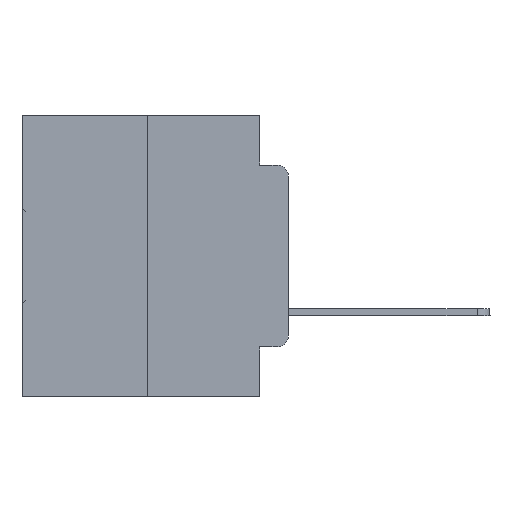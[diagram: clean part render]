
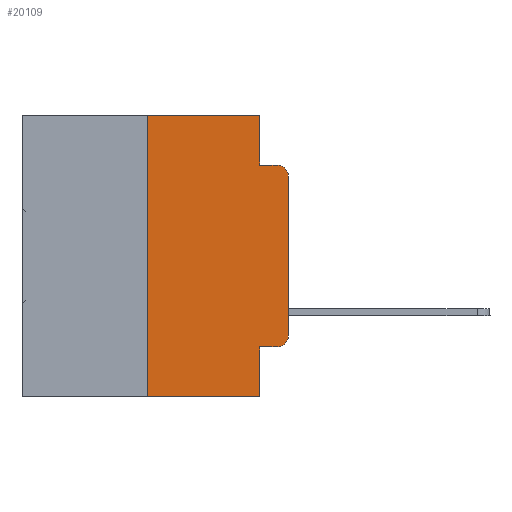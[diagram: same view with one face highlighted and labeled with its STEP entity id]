
A CAD part, left-side view. The second image highlights one B-rep face of the part: STEP entity #20109.
In plain terms, the highlighted planar face has unit normal (-1, 0, 0).
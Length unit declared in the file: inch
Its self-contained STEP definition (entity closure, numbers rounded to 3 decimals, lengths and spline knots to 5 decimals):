
#928 = EDGE_CURVE ( 'NONE', #5169, #1387, #10639, .T. ) ;
#1387 = VERTEX_POINT ( 'NONE', #21157 ) ;
#1393 = CARTESIAN_POINT ( 'NONE',  ( 0., 0.02, -0.4115 ) ) ;
#1624 = LINE ( 'NONE', #31860, #22850 ) ;
#1759 = CARTESIAN_POINT ( 'NONE',  ( 0., 0.051, -0.0885 ) ) ;
#1888 = VERTEX_POINT ( 'NONE', #30211 ) ;
#2279 = AXIS2_PLACEMENT_3D ( 'NONE', #26750, #29298, #14180 ) ;
#2488 = VECTOR ( 'NONE', #13932, 39.37008 ) ;
#2489 = ORIENTED_EDGE ( 'NONE', *, *, #24941, .F. ) ;
#3165 = VECTOR ( 'NONE', #18076, 39.37008 ) ;
#3210 = CARTESIAN_POINT ( 'NONE',  ( 0., 0.25, -0.5 ) ) ;
#3703 = CARTESIAN_POINT ( 'NONE',  ( 0., 0.473, -0.5 ) ) ;
#4058 = ORIENTED_EDGE ( 'NONE', *, *, #12062, .T. ) ;
#5169 = VERTEX_POINT ( 'NONE', #6562 ) ;
#5183 = ORIENTED_EDGE ( 'NONE', *, *, #17273, .T. ) ;
#5648 = ORIENTED_EDGE ( 'NONE', *, *, #7640, .F. ) ;
#5970 = ORIENTED_EDGE ( 'NONE', *, *, #11912, .F. ) ;
#6402 = CARTESIAN_POINT ( 'NONE',  ( 0., 0.02, -0.1085 ) ) ;
#6406 = CARTESIAN_POINT ( 'NONE',  ( 0., 0., 0. ) ) ;
#6562 = CARTESIAN_POINT ( 'NONE',  ( 0., 0.051, -0.4115 ) ) ;
#7081 = CARTESIAN_POINT ( 'NONE',  ( 0., 0.051, -0.4115 ) ) ;
#7570 = EDGE_CURVE ( 'NONE', #32038, #1387, #11098, .T. ) ;
#7640 = EDGE_CURVE ( 'NONE', #32038, #32410, #7946, .T. ) ;
#7726 = EDGE_CURVE ( 'NONE', #5169, #10904, #27333, .T. ) ;
#7745 = LINE ( 'NONE', #6406, #21704 ) ;
#7757 = ORIENTED_EDGE ( 'NONE', *, *, #7726, .T. ) ;
#7946 = LINE ( 'NONE', #18955, #9164 ) ;
#7959 = EDGE_LOOP ( 'NONE', ( #5183, #10752, #5970, #29447, #2489, #5648, #29880, #13170, #7757, #4058 ) ) ;
#8220 = CARTESIAN_POINT ( 'NONE',  ( 0., 0.25, 0. ) ) ;
#8987 = VERTEX_POINT ( 'NONE', #22024 ) ;
#9164 = VECTOR ( 'NONE', #14162, 39.37008 ) ;
#9369 = FACE_OUTER_BOUND ( 'NONE', #7959, .T. ) ;
#10639 = LINE ( 'NONE', #15567, #3165 ) ;
#10752 = ORIENTED_EDGE ( 'NONE', *, *, #20487, .T. ) ;
#10787 = EDGE_CURVE ( 'NONE', #28252, #14374, #32463, .T. ) ;
#10837 = CARTESIAN_POINT ( 'NONE',  ( 0., 0.051, 0. ) ) ;
#10863 = CIRCLE ( 'NONE', #11368, 0.02 ) ;
#10904 = VERTEX_POINT ( 'NONE', #1393 ) ;
#11098 = LINE ( 'NONE', #3703, #2488 ) ;
#11205 = DIRECTION ( 'NONE',  ( -1., 0., 0. ) ) ;
#11324 = VECTOR ( 'NONE', #32390, 39.37008 ) ;
#11368 = AXIS2_PLACEMENT_3D ( 'NONE', #6402, #11205, #24060 ) ;
#11445 = DIRECTION ( 'NONE',  ( 0., 0., 1. ) ) ;
#11912 = EDGE_CURVE ( 'NONE', #14374, #22860, #1624, .T. ) ;
#12062 = EDGE_CURVE ( 'NONE', #10904, #1888, #24478, .T. ) ;
#12976 = CARTESIAN_POINT ( 'NONE',  ( 0., 0.02, -0.0885 ) ) ;
#13170 = ORIENTED_EDGE ( 'NONE', *, *, #928, .F. ) ;
#13614 = DIRECTION ( 'NONE',  ( 0., 0., -1. ) ) ;
#13830 = CARTESIAN_POINT ( 'NONE',  ( 0., 0.051, 0. ) ) ;
#13932 = DIRECTION ( 'NONE',  ( 0., -1., 0. ) ) ;
#14162 = DIRECTION ( 'NONE',  ( 0., 0., 1. ) ) ;
#14180 = DIRECTION ( 'NONE',  ( 0., 0., -1. ) ) ;
#14374 = VERTEX_POINT ( 'NONE', #1759 ) ;
#15567 = CARTESIAN_POINT ( 'NONE',  ( 0., 0.051, 0. ) ) ;
#17273 = EDGE_CURVE ( 'NONE', #1888, #8987, #7745, .T. ) ;
#18076 = DIRECTION ( 'NONE',  ( 0., 0., -1. ) ) ;
#18955 = CARTESIAN_POINT ( 'NONE',  ( 0., 0.25, 0. ) ) ;
#19081 = PLANE ( 'NONE',  #2279 ) ;
#20109 = ADVANCED_FACE ( 'NONE', ( #9369 ), #19081, .F. ) ;
#20487 = EDGE_CURVE ( 'NONE', #8987, #22860, #10863, .T. ) ;
#20531 = VECTOR ( 'NONE', #25061, 39.37008 ) ;
#21157 = CARTESIAN_POINT ( 'NONE',  ( 0., 0.051, -0.5 ) ) ;
#21704 = VECTOR ( 'NONE', #11445, 39.37008 ) ;
#21736 = DIRECTION ( 'NONE',  ( 0., 0., -1. ) ) ;
#21813 = DIRECTION ( 'NONE',  ( 0., -1., 0. ) ) ;
#22024 = CARTESIAN_POINT ( 'NONE',  ( 0., 0., -0.1085 ) ) ;
#22850 = VECTOR ( 'NONE', #21813, 39.37008 ) ;
#22860 = VERTEX_POINT ( 'NONE', #12976 ) ;
#22891 = VECTOR ( 'NONE', #13614, 39.37008 ) ;
#24060 = DIRECTION ( 'NONE',  ( 0., 0., -1. ) ) ;
#24111 = DIRECTION ( 'NONE',  ( -1., 0., 0. ) ) ;
#24219 = CARTESIAN_POINT ( 'NONE',  ( 0., 0.02, -0.3915 ) ) ;
#24478 = CIRCLE ( 'NONE', #25346, 0.02 ) ;
#24881 = CARTESIAN_POINT ( 'NONE',  ( 0., 0.473, 0. ) ) ;
#24941 = EDGE_CURVE ( 'NONE', #32410, #28252, #25169, .T. ) ;
#25061 = DIRECTION ( 'NONE',  ( 0., -1., 0. ) ) ;
#25169 = LINE ( 'NONE', #24881, #11324 ) ;
#25346 = AXIS2_PLACEMENT_3D ( 'NONE', #24219, #24111, #21736 ) ;
#26750 = CARTESIAN_POINT ( 'NONE',  ( 0., 0.473, 0. ) ) ;
#27333 = LINE ( 'NONE', #7081, #20531 ) ;
#28252 = VERTEX_POINT ( 'NONE', #13830 ) ;
#29298 = DIRECTION ( 'NONE',  ( 1., 0., 0. ) ) ;
#29447 = ORIENTED_EDGE ( 'NONE', *, *, #10787, .F. ) ;
#29880 = ORIENTED_EDGE ( 'NONE', *, *, #7570, .T. ) ;
#30211 = CARTESIAN_POINT ( 'NONE',  ( 0., 0., -0.3915 ) ) ;
#31860 = CARTESIAN_POINT ( 'NONE',  ( 0., 0.051, -0.0885 ) ) ;
#32038 = VERTEX_POINT ( 'NONE', #3210 ) ;
#32390 = DIRECTION ( 'NONE',  ( 0., -1., 0. ) ) ;
#32410 = VERTEX_POINT ( 'NONE', #8220 ) ;
#32463 = LINE ( 'NONE', #10837, #22891 ) ;
